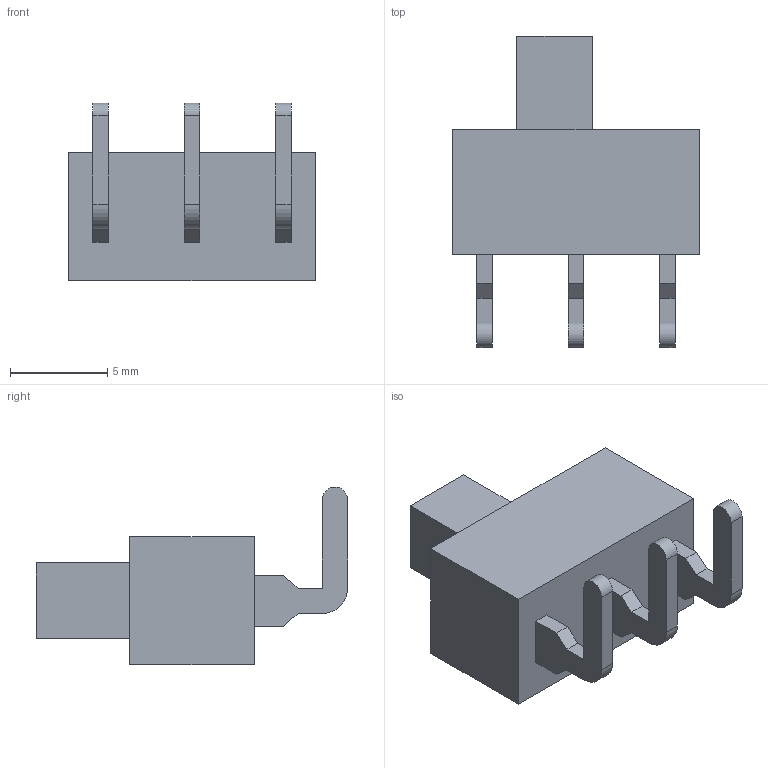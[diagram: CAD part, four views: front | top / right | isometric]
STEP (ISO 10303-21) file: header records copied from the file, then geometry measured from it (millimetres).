
FILE_DESCRIPTION(/* description */ (''),/* implementation_level */ '2;1');
FILE_NAME(/* name */ 'Slide Switch 1P2T High Current Right Angle v6.step',/* time_stamp */ '2019-04-04T13:28:04+06:00',/* author */ ('01shubham10'),/* organization */ (''),/* preprocessor_version */ 'ST-DEVELOPER v17.2',/* originating_system */ 'Autodesk Translation Framework v7.6.0.251',/* authorisation */ '');
FILE_SCHEMA (('AUTOMOTIVE_DESIGN { 1 0 10303 214 3 1 1 }'));
Length unit declared in the file: millimetre
Products named in the file (1): Slide Switch 1P2T High Current Right Angle
Bounding box: 12.7 x 16 x 9.15 mm (x, y, z)
Volume: 643.5 mm3; surface area: 672.3 mm2
Topology: 5 solids, 5 shells, 56 faces, 135 edges, 90 vertices
Faces by surface type: plane 50, cylinder 6
Entity records: 1661 total; most frequent: CARTESIAN_POINT 282, ORIENTED_EDGE 270, DIRECTION 261, EDGE_CURVE 135, LINE 123, VECTOR 123, VERTEX_POINT 90, AXIS2_PLACEMENT_3D 69
